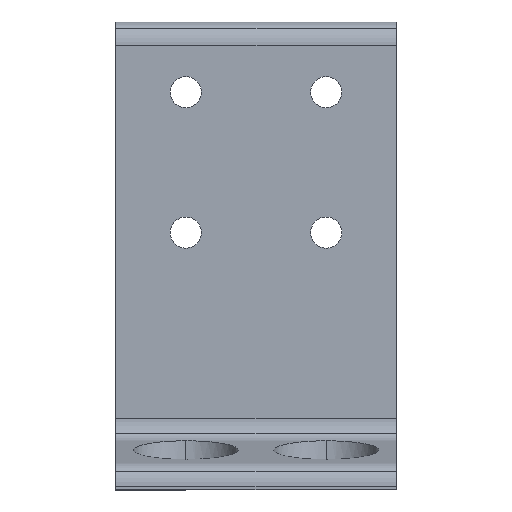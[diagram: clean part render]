
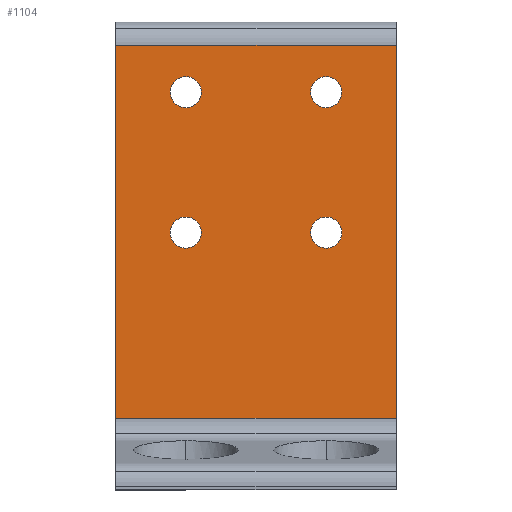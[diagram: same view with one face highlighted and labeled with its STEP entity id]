
A CAD part, front view. The second image highlights one B-rep face of the part: STEP entity #1104.
In plain terms, the highlighted planar face has unit normal (0, -1, 0).
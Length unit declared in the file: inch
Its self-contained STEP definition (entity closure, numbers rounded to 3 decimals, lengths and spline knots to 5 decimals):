
#145=CARTESIAN_POINT('',(0.,-0.25,4.75));
#146=VERTEX_POINT('',#145);
#154=CARTESIAN_POINT('',(3.,-0.25,4.75));
#155=VERTEX_POINT('',#154);
#156=CARTESIAN_POINT('',(0.,-0.25,4.75));
#157=DIRECTION('',(1.0,0.0,0.0));
#158=VECTOR('',#157,3.0);
#159=LINE('',#156,#158);
#160=EDGE_CURVE('',#146,#155,#159,.T.);
#396=CARTESIAN_POINT('',(2.25,-0.25,4.416));
#397=VERTEX_POINT('',#396);
#406=CARTESIAN_POINT('',(2.25,-0.25,4.084));
#407=VERTEX_POINT('',#406);
#408=CARTESIAN_POINT('',(2.25,-0.25,4.25));
#409=DIRECTION('',(0.0,1.0,0.0));
#410=DIRECTION('',(0.0,0.0,1.0));
#411=AXIS2_PLACEMENT_3D('',#408,#409,#410);
#412=CIRCLE('',#411,0.166);
#413=EDGE_CURVE('',#407,#397,#412,.T.);
#438=CARTESIAN_POINT('',(2.25,-0.25,2.916));
#439=VERTEX_POINT('',#438);
#448=CARTESIAN_POINT('',(2.25,-0.25,2.584));
#449=VERTEX_POINT('',#448);
#450=CARTESIAN_POINT('',(2.25,-0.25,2.75));
#451=DIRECTION('',(0.0,1.0,0.0));
#452=DIRECTION('',(0.0,0.0,1.0));
#453=AXIS2_PLACEMENT_3D('',#450,#451,#452);
#454=CIRCLE('',#453,0.166);
#455=EDGE_CURVE('',#449,#439,#454,.T.);
#563=CARTESIAN_POINT('',(0.75,-0.25,4.416));
#564=VERTEX_POINT('',#563);
#573=CARTESIAN_POINT('',(0.75,-0.25,4.084));
#574=VERTEX_POINT('',#573);
#575=CARTESIAN_POINT('',(0.75,-0.25,4.25));
#576=DIRECTION('',(0.0,1.0,0.0));
#577=DIRECTION('',(0.0,0.0,1.0));
#578=AXIS2_PLACEMENT_3D('',#575,#576,#577);
#579=CIRCLE('',#578,0.166);
#580=EDGE_CURVE('',#574,#564,#579,.T.);
#605=CARTESIAN_POINT('',(0.75,-0.25,2.916));
#606=VERTEX_POINT('',#605);
#615=CARTESIAN_POINT('',(0.75,-0.25,2.584));
#616=VERTEX_POINT('',#615);
#617=CARTESIAN_POINT('',(0.75,-0.25,2.75));
#618=DIRECTION('',(0.0,1.0,0.0));
#619=DIRECTION('',(0.0,0.0,1.0));
#620=AXIS2_PLACEMENT_3D('',#617,#618,#619);
#621=CIRCLE('',#620,0.166);
#622=EDGE_CURVE('',#616,#606,#621,.T.);
#656=CARTESIAN_POINT('',(0.75,-0.25,2.75));
#657=DIRECTION('',(0.0,1.0,0.0));
#658=DIRECTION('',(0.0,0.0,1.0));
#659=AXIS2_PLACEMENT_3D('',#656,#657,#658);
#660=CIRCLE('',#659,0.166);
#661=EDGE_CURVE('',#606,#616,#660,.T.);
#680=CARTESIAN_POINT('',(0.75,-0.25,4.25));
#681=DIRECTION('',(0.0,1.0,0.0));
#682=DIRECTION('',(0.0,0.0,1.0));
#683=AXIS2_PLACEMENT_3D('',#680,#681,#682);
#684=CIRCLE('',#683,0.166);
#685=EDGE_CURVE('',#564,#574,#684,.T.);
#774=CARTESIAN_POINT('',(0.,-0.25,0.76835));
#775=VERTEX_POINT('',#774);
#783=CARTESIAN_POINT('',(0.,-0.25,0.76835));
#784=DIRECTION('',(0.0,0.0,1.0));
#785=VECTOR('',#784,3.98165);
#786=LINE('',#783,#785);
#787=EDGE_CURVE('',#775,#146,#786,.T.);
#839=CARTESIAN_POINT('',(2.25,-0.25,2.75));
#840=DIRECTION('',(0.0,1.0,0.0));
#841=DIRECTION('',(0.0,0.0,1.0));
#842=AXIS2_PLACEMENT_3D('',#839,#840,#841);
#843=CIRCLE('',#842,0.166);
#844=EDGE_CURVE('',#439,#449,#843,.T.);
#863=CARTESIAN_POINT('',(2.25,-0.25,4.25));
#864=DIRECTION('',(0.0,1.0,0.0));
#865=DIRECTION('',(0.0,0.0,1.0));
#866=AXIS2_PLACEMENT_3D('',#863,#864,#865);
#867=CIRCLE('',#866,0.166);
#868=EDGE_CURVE('',#397,#407,#867,.T.);
#942=CARTESIAN_POINT('',(3.,-0.25,0.76835));
#943=VERTEX_POINT('',#942);
#951=CARTESIAN_POINT('',(3.,-0.25,0.76835));
#952=DIRECTION('',(-1.0,0.0,0.0));
#953=VECTOR('',#952,3.);
#954=LINE('',#951,#953);
#955=EDGE_CURVE('',#943,#775,#954,.T.);
#1064=CARTESIAN_POINT('',(3.,-0.25,0.76835));
#1065=DIRECTION('',(0.0,0.0,1.0));
#1066=VECTOR('',#1065,3.98165);
#1067=LINE('',#1064,#1066);
#1068=EDGE_CURVE('',#943,#155,#1067,.T.);
#1077=CARTESIAN_POINT('',(2.5,-0.25,0.55857));
#1078=DIRECTION('',(0.0,-1.0,0.0));
#1079=DIRECTION('',(0.0,0.0,1.0));
#1080=AXIS2_PLACEMENT_3D('',#1077,#1078,#1079);
#1081=PLANE('',#1080);
#1082=ORIENTED_EDGE('',*,*,#955,.F.);
#1083=ORIENTED_EDGE('',*,*,#1068,.T.);
#1084=ORIENTED_EDGE('',*,*,#160,.F.);
#1085=ORIENTED_EDGE('',*,*,#787,.F.);
#1086=EDGE_LOOP('',(#1082,#1083,#1084,#1085));
#1087=FACE_OUTER_BOUND('',#1086,.T.);
#1088=ORIENTED_EDGE('',*,*,#580,.T.);
#1089=ORIENTED_EDGE('',*,*,#685,.T.);
#1090=EDGE_LOOP('',(#1088,#1089));
#1091=FACE_BOUND('',#1090,.T.);
#1092=ORIENTED_EDGE('',*,*,#622,.T.);
#1093=ORIENTED_EDGE('',*,*,#661,.T.);
#1094=EDGE_LOOP('',(#1092,#1093));
#1095=FACE_BOUND('',#1094,.T.);
#1096=ORIENTED_EDGE('',*,*,#455,.T.);
#1097=ORIENTED_EDGE('',*,*,#844,.T.);
#1098=EDGE_LOOP('',(#1096,#1097));
#1099=FACE_BOUND('',#1098,.T.);
#1100=ORIENTED_EDGE('',*,*,#413,.T.);
#1101=ORIENTED_EDGE('',*,*,#868,.T.);
#1102=EDGE_LOOP('',(#1100,#1101));
#1103=FACE_BOUND('',#1102,.T.);
#1104=ADVANCED_FACE('',(#1087,#1091,#1095,#1099,#1103),#1081,.T.);
